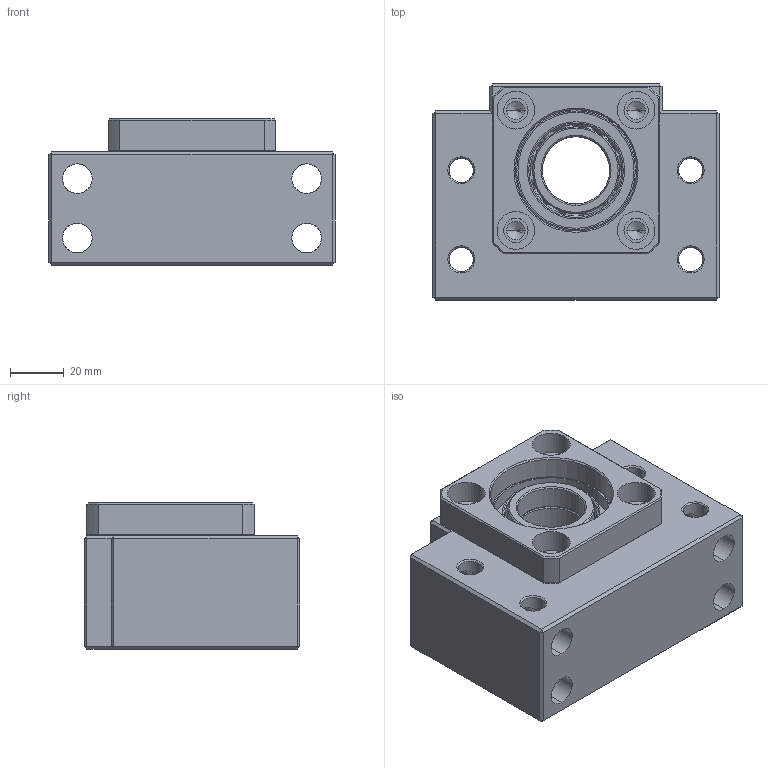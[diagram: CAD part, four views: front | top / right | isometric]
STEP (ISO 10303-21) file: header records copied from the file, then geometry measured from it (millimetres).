
FILE_DESCRIPTION (( 'STEP AP203' ), '1' );
FILE_NAME ('BK25.STEP', '2015-03-16T19:17:01', ( 'Jim Meade' ), ( 'Hewlett-Packard' ), 'SwSTEP 2.0', 'SolidWorks 2015', '' );
FILE_SCHEMA (( 'CONFIG_CONTROL_DESIGN' ));
Length unit declared in the file: millimetre
Products named in the file (1): BK25
Bounding box: 106 x 80 x 54.15 mm (x, y, z)
Volume: 276786.7 mm3; surface area: 94073.7 mm2
Topology: 38 solids, 38 shells, 408 faces, 1022 edges, 572 vertices
Faces by surface type: bspline 140, cylinder 124, plane 88, cone 56
Entity records: 13993 total; most frequent: CARTESIAN_POINT 5287, ORIENTED_EDGE 1804, DIRECTION 1776, EDGE_CURVE 902, AXIS2_PLACEMENT_3D 741, VERTEX_POINT 572, CIRCLE 472, EDGE_LOOP 470
